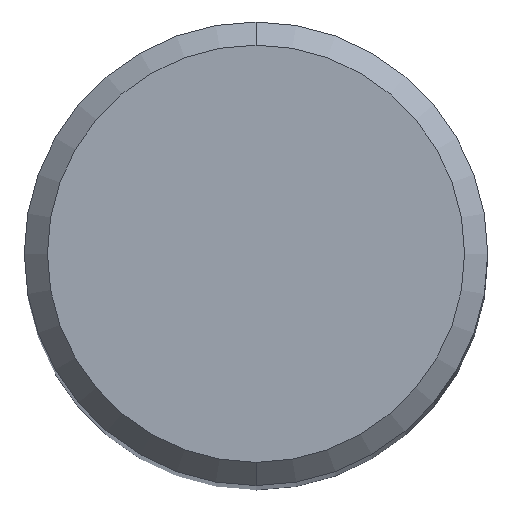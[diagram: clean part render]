
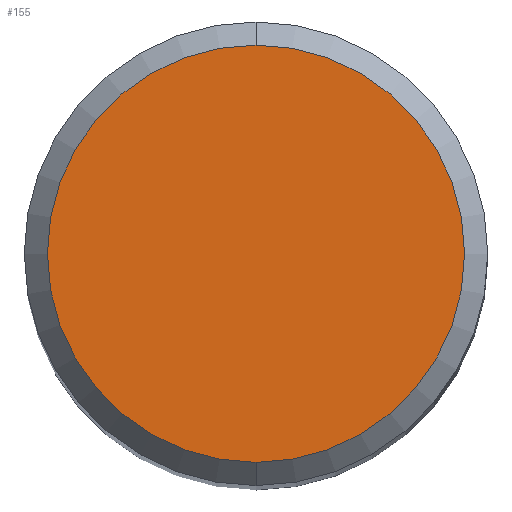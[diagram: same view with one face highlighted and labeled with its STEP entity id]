
A CAD part, top view. The second image highlights one B-rep face of the part: STEP entity #155.
In plain terms, the highlighted planar face has unit normal (0, 0, 1).
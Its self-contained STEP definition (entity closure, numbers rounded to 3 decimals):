
#139=VERTEX_POINT('',#306);
#155=ADVANCED_FACE('',(#324),#325,.T.);
#177=EDGE_CURVE('',#139,#225,#351,.T.);
#225=VERTEX_POINT('',#406);
#227=EDGE_CURVE('',#225,#139,#408,.T.);
#306=CARTESIAN_POINT('',(0.,-4.5,0.0));
#324=FACE_OUTER_BOUND('',#511,.T.);
#325=PLANE('',#512);
#351=CIRCLE('',#550,4.5);
#406=CARTESIAN_POINT('',(0.0,4.5,0.0));
#408=CIRCLE('',#621,4.5);
#511=EDGE_LOOP('',(#726,#727));
#512=AXIS2_PLACEMENT_3D('',#728,#729,#730);
#550=AXIS2_PLACEMENT_3D('',#761,#762,#763);
#621=AXIS2_PLACEMENT_3D('',#840,#841,#842);
#726=ORIENTED_EDGE('',*,*,#227,.F.);
#727=ORIENTED_EDGE('',*,*,#177,.F.);
#728=CARTESIAN_POINT('',(0.0,2.25,0.0));
#729=DIRECTION('',(-0.0,0.0,1.0));
#730=DIRECTION('',(0.0,-1.0,0.0));
#761=CARTESIAN_POINT('',(0.0,0.0,0.0));
#762=DIRECTION('',(0.0,0.0,-1.0));
#763=DIRECTION('',(0.0,1.0,0.0));
#840=CARTESIAN_POINT('',(0.0,0.0,0.0));
#841=DIRECTION('',(0.0,0.0,-1.0));
#842=DIRECTION('',(0.0,1.0,0.0));
